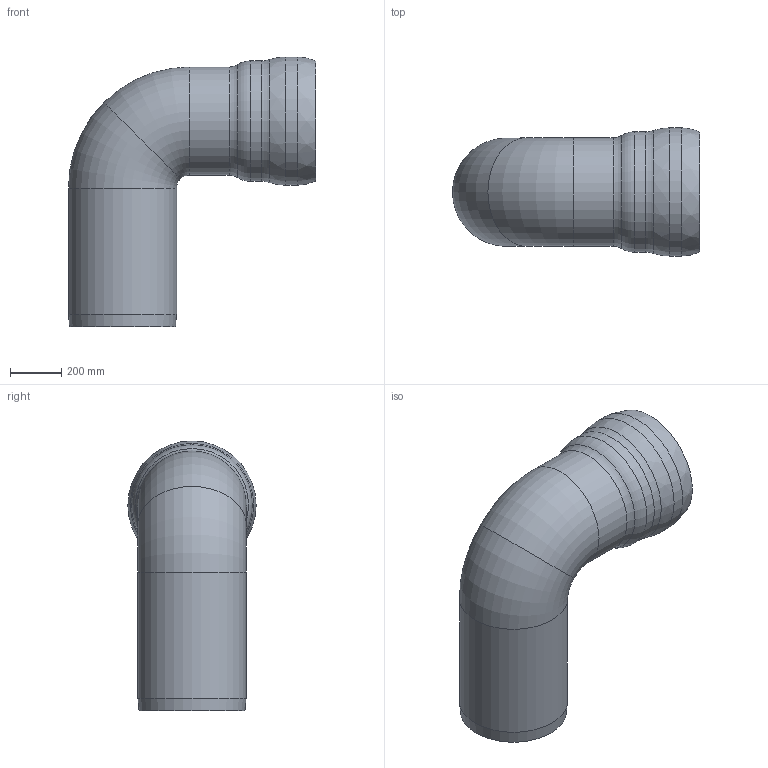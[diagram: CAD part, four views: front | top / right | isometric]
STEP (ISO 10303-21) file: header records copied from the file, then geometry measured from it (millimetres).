
FILE_DESCRIPTION(/* description */ (''),/* implementation_level */ '2;1');
FILE_NAME(/* name */ '5.500.040C_3D.stp',/* time_stamp */ '2024-12-11T11:53:47+01:00',/* author */ ('CAD'),/* organization */ (''),/* preprocessor_version */ 'ST-DEVELOPER v20',/* originating_system */ 'AutoCAD Mechanical',/* authorisation */ '');
FILE_SCHEMA (('AUTOMOTIVE_DESIGN { 1 0 10303 214 3 1 1 }'));
Length unit declared in the file: centimetre
Products named in the file (1): Product
Bounding box: 960 x 498.04 x 1049.02 mm (x, y, z)
Volume: 19186684 mm3; surface area: 3890153.5 mm2
Topology: 2 solids, 2 shells, 28 faces, 73 edges, 50 vertices
Faces by surface type: torus 10, cylinder 8, cone 4, bspline 4, plane 2
Full cylindrical faces by diameter (mm): 400 x2, 420 x2, 448.037 x1, 468.037 x1, 478.037 x1, 498.037 x1
Entity records: 1029 total; most frequent: CARTESIAN_POINT 256, DIRECTION 182, ORIENTED_EDGE 140, AXIS2_PLACEMENT_3D 84, EDGE_CURVE 70, CIRCLE 59, VERTEX_POINT 44, EDGE_LOOP 30
